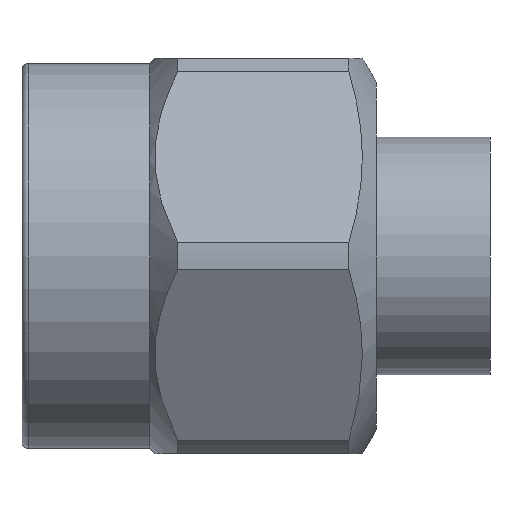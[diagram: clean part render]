
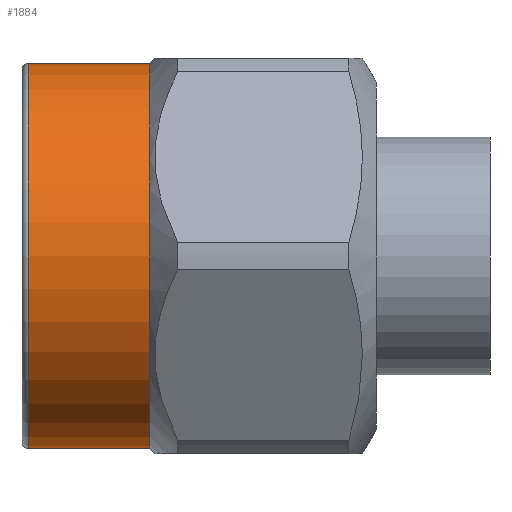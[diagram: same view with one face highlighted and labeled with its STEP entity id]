
A CAD part, front view. The second image highlights one B-rep face of the part: STEP entity #1884.
In plain terms, the highlighted cylindrical face has radius 3.868 mm (diameter 7.735 mm), a partial arc.
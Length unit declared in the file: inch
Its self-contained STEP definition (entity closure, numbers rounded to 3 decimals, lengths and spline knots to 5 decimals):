
#20 = ORIENTED_EDGE ( 'NONE', *, *, #2174, .F. ) ;
#161 = CARTESIAN_POINT ( 'NONE',  ( 0.37, 0., -0.15227 ) ) ;
#271 = EDGE_CURVE ( 'NONE', #923, #3034, #3394, .T. ) ;
#451 = AXIS2_PLACEMENT_3D ( 'NONE', #3043, #2368, #3635 ) ;
#464 = EDGE_CURVE ( 'NONE', #3555, #923, #3576, .T. ) ;
#484 = FACE_OUTER_BOUND ( 'NONE', #3174, .T. ) ;
#791 = AXIS2_PLACEMENT_3D ( 'NONE', #3790, #840, #3108 ) ;
#818 = EDGE_CURVE ( 'NONE', #3555, #3750, #1059, .T. ) ;
#840 = DIRECTION ( 'NONE',  ( 1., 0., 0. ) ) ;
#842 = ORIENTED_EDGE ( 'NONE', *, *, #818, .F. ) ;
#872 = VECTOR ( 'NONE', #3794, 39.37008 ) ;
#923 = VERTEX_POINT ( 'NONE', #3663 ) ;
#1059 = LINE ( 'NONE', #1721, #3244 ) ;
#1481 = CYLINDRICAL_SURFACE ( 'NONE', #2842, 0.15227 ) ;
#1564 = CIRCLE ( 'NONE', #791, 0.15227 ) ;
#1643 = DIRECTION ( 'NONE',  ( 0., 0., -1. ) ) ;
#1721 = CARTESIAN_POINT ( 'NONE',  ( 0.37, 0., 0.15227 ) ) ;
#1789 = DIRECTION ( 'NONE',  ( 1., 0., 0. ) ) ;
#1884 = ADVANCED_FACE ( 'NONE', ( #484 ), #1481, .T. ) ;
#2174 = EDGE_CURVE ( 'NONE', #3750, #3034, #1564, .T. ) ;
#2368 = DIRECTION ( 'NONE',  ( 1., 0., 0. ) ) ;
#2516 = CARTESIAN_POINT ( 'NONE',  ( 0.10113, 0., -0.15227 ) ) ;
#2608 = CARTESIAN_POINT ( 'NONE',  ( 0.005, 0., 0.15227 ) ) ;
#2763 = CARTESIAN_POINT ( 'NONE',  ( 0.37, 0., 0. ) ) ;
#2842 = AXIS2_PLACEMENT_3D ( 'NONE', #2763, #3586, #1643 ) ;
#3017 = ORIENTED_EDGE ( 'NONE', *, *, #271, .T. ) ;
#3034 = VERTEX_POINT ( 'NONE', #2516 ) ;
#3043 = CARTESIAN_POINT ( 'NONE',  ( 0.005, 0., 0. ) ) ;
#3108 = DIRECTION ( 'NONE',  ( 0., 0., -1. ) ) ;
#3174 = EDGE_LOOP ( 'NONE', ( #842, #4106, #3017, #20 ) ) ;
#3244 = VECTOR ( 'NONE', #1789, 39.37008 ) ;
#3394 = LINE ( 'NONE', #161, #872 ) ;
#3555 = VERTEX_POINT ( 'NONE', #2608 ) ;
#3576 = CIRCLE ( 'NONE', #451, 0.15227 ) ;
#3586 = DIRECTION ( 'NONE',  ( 1., 0., 0. ) ) ;
#3635 = DIRECTION ( 'NONE',  ( 0., 0., 1. ) ) ;
#3663 = CARTESIAN_POINT ( 'NONE',  ( 0.005, 0., -0.15227 ) ) ;
#3750 = VERTEX_POINT ( 'NONE', #3957 ) ;
#3790 = CARTESIAN_POINT ( 'NONE',  ( 0.10113, 0., 0. ) ) ;
#3794 = DIRECTION ( 'NONE',  ( 1., 0., 0. ) ) ;
#3957 = CARTESIAN_POINT ( 'NONE',  ( 0.10113, 0., 0.15227 ) ) ;
#4106 = ORIENTED_EDGE ( 'NONE', *, *, #464, .T. ) ;
